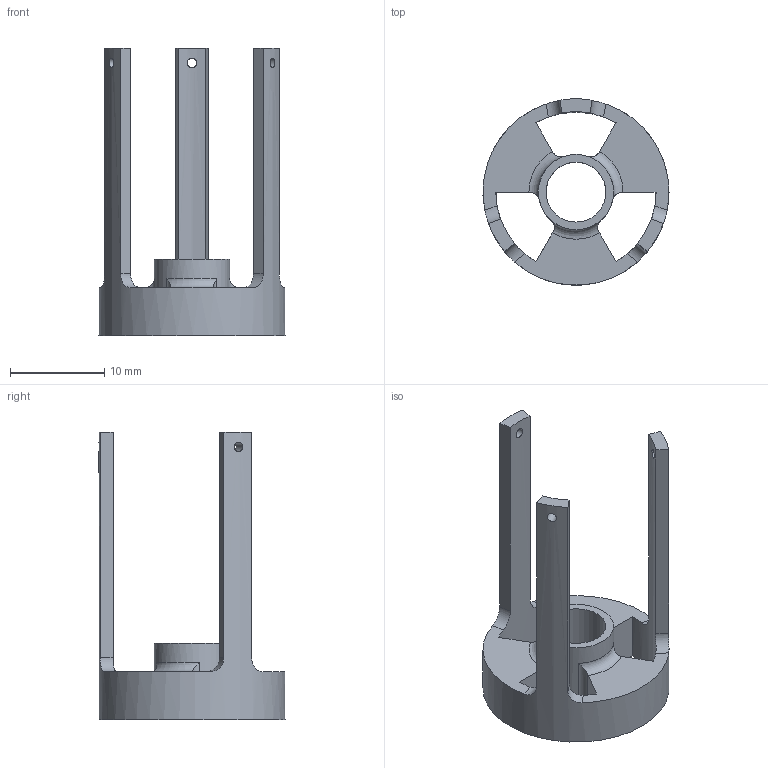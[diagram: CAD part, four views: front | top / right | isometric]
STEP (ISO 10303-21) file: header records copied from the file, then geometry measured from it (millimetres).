
FILE_DESCRIPTION(/* description */ (''),/* implementation_level */ '2;1');
FILE_NAME(/* name */ 'DPLX_P003_revC_small_inside_baffle.stp',/* time_stamp */ '2018-07-31T12:26:39-07:00',/* author */ ('MJ'),/* organization */ (''),/* preprocessor_version */ 'ST-DEVELOPER v16.13',/* originating_system */ 'Autodesk Inventor 2018',/* authorisation */ '');
FILE_SCHEMA (('AUTOMOTIVE_DESIGN { 1 0 10303 214 3 1 1 }'));
Length unit declared in the file: millimetre
Products named in the file (1): DPLX_P003_revC_small_inside_baffle
Bounding box: 19.75 x 19.75 x 30.48 mm (x, y, z)
Volume: 1347.4 mm3; surface area: 1955.6 mm2
Topology: 1 solids, 1 shells, 44 faces, 135 edges, 90 vertices
Faces by surface type: cylinder 21, plane 20, torus 3
Full cylindrical faces by diameter (mm): 1.016 x3, 6.35 x1, 8 x1, 19.75 x1
Entity records: 1865 total; most frequent: CARTESIAN_POINT 632, ORIENTED_EDGE 254, DIRECTION 236, EDGE_CURVE 127, VERTEX_POINT 88, AXIS2_PLACEMENT_3D 88, EDGE_LOOP 61, LINE 60
